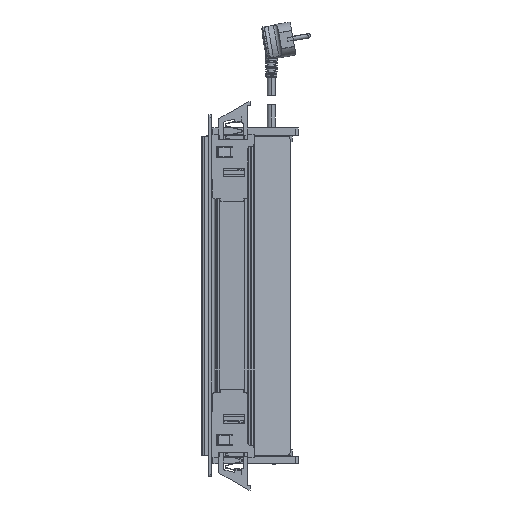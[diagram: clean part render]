
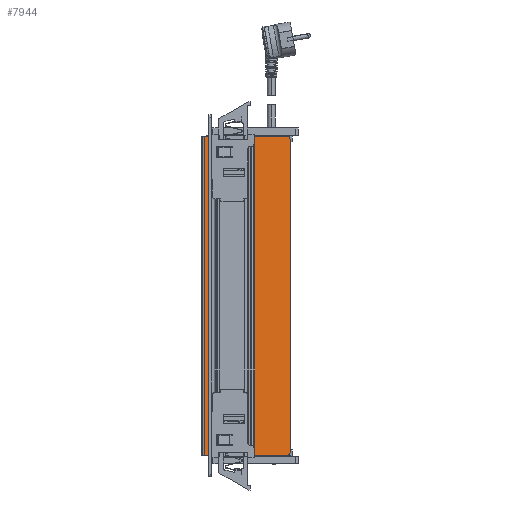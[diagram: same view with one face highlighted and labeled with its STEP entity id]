
A CAD part, left-side view. The second image highlights one B-rep face of the part: STEP entity #7944.
In plain terms, the highlighted planar face has unit normal (-0.987, -0.163, 0).
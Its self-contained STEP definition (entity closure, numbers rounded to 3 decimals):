
#7579=AXIS2_PLACEMENT_3D('Circle Axis2P3D',#7577,#7578,$) ;
#7610=AXIS2_PLACEMENT_3D('Circle Axis2P3D',#7608,#7609,$) ;
#7922=AXIS2_PLACEMENT_3D('Plane Axis2P3D',#7919,#7920,#7921) ;
#7520=CARTESIAN_POINT('Vertex',(-25.443,-57.195,344.)) ;
#7523=CARTESIAN_POINT('Line Origine',(-25.443,-57.195,174.)) ;
#7527=CARTESIAN_POINT('Vertex',(-25.443,-57.195,4.)) ;
#7577=CARTESIAN_POINT('Axis2P3D Location',(-25.931,-54.235,344.)) ;
#7581=CARTESIAN_POINT('Vertex',(-25.931,-54.235,347.)) ;
#7608=CARTESIAN_POINT('Axis2P3D Location',(-25.931,-54.235,4.)) ;
#7612=CARTESIAN_POINT('Vertex',(-25.931,-54.235,1.)) ;
#7720=CARTESIAN_POINT('Vertex',(-40.76,35.802,347.)) ;
#7723=CARTESIAN_POINT('Line Origine',(-33.345,-9.217,347.)) ;
#7919=CARTESIAN_POINT('Axis2P3D Location',(-40.76,35.802,174.)) ;
#7924=CARTESIAN_POINT('Line Origine',(-40.76,35.802,174.)) ;
#7928=CARTESIAN_POINT('Vertex',(-40.76,35.802,1.)) ;
#7931=CARTESIAN_POINT('Line Origine',(-33.345,-9.217,1.)) ;
#7524=DIRECTION('Vector Direction',(0.,0.,-1.)) ;
#7578=DIRECTION('Axis2P3D Direction',(0.987,0.163,-0.)) ;
#7609=DIRECTION('Axis2P3D Direction',(0.987,0.163,0.)) ;
#7724=DIRECTION('Vector Direction',(0.163,-0.987,0.)) ;
#7920=DIRECTION('Axis2P3D Direction',(0.987,0.163,0.)) ;
#7921=DIRECTION('Axis2P3D XDirection',(0.163,-0.987,0.)) ;
#7925=DIRECTION('Vector Direction',(0.,0.,-1.)) ;
#7932=DIRECTION('Vector Direction',(0.163,-0.987,0.)) ;
#7525=VECTOR('Line Direction',#7524,1.) ;
#7725=VECTOR('Line Direction',#7724,1.) ;
#7926=VECTOR('Line Direction',#7925,1.) ;
#7933=VECTOR('Line Direction',#7932,1.) ;
#7937=ORIENTED_EDGE('',*,*,#7583,.F.) ;
#7938=ORIENTED_EDGE('',*,*,#7727,.T.) ;
#7939=ORIENTED_EDGE('',*,*,#7930,.T.) ;
#7940=ORIENTED_EDGE('',*,*,#7935,.F.) ;
#7941=ORIENTED_EDGE('',*,*,#7614,.F.) ;
#7942=ORIENTED_EDGE('',*,*,#7529,.F.) ;
#7944=ADVANCED_FACE('A010029_A-AS2.1\\COUVERCLE 8M.1\\Corps principal',(#7943),#7923,.F.) ;
#7580=CIRCLE('generated circle',#7579,3.) ;
#7611=CIRCLE('generated circle',#7610,3.) ;
#7529=EDGE_CURVE('',#7521,#7528,#7526,.T.) ;
#7583=EDGE_CURVE('',#7582,#7521,#7580,.T.) ;
#7614=EDGE_CURVE('',#7528,#7613,#7611,.T.) ;
#7727=EDGE_CURVE('',#7582,#7721,#7726,.F.) ;
#7930=EDGE_CURVE('',#7721,#7929,#7927,.T.) ;
#7935=EDGE_CURVE('',#7613,#7929,#7934,.F.) ;
#7936=EDGE_LOOP('',(#7937,#7938,#7939,#7940,#7941,#7942)) ;
#7943=FACE_OUTER_BOUND('',#7936,.T.) ;
#7526=LINE('Line',#7523,#7525) ;
#7726=LINE('Line',#7723,#7725) ;
#7927=LINE('Line',#7924,#7926) ;
#7934=LINE('Line',#7931,#7933) ;
#7923=PLANE('',#7922) ;
#7521=VERTEX_POINT('',#7520) ;
#7528=VERTEX_POINT('',#7527) ;
#7582=VERTEX_POINT('',#7581) ;
#7613=VERTEX_POINT('',#7612) ;
#7721=VERTEX_POINT('',#7720) ;
#7929=VERTEX_POINT('',#7928) ;
